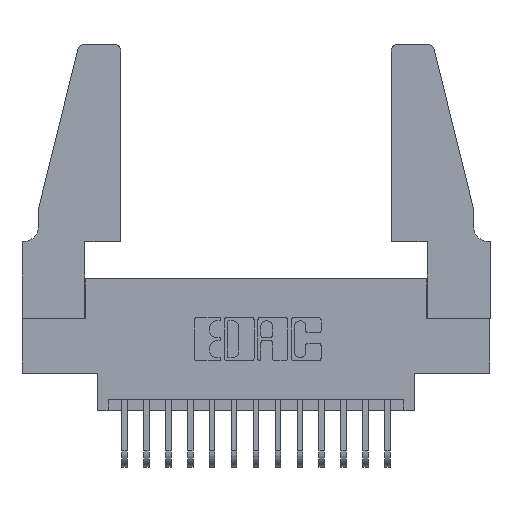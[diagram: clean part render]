
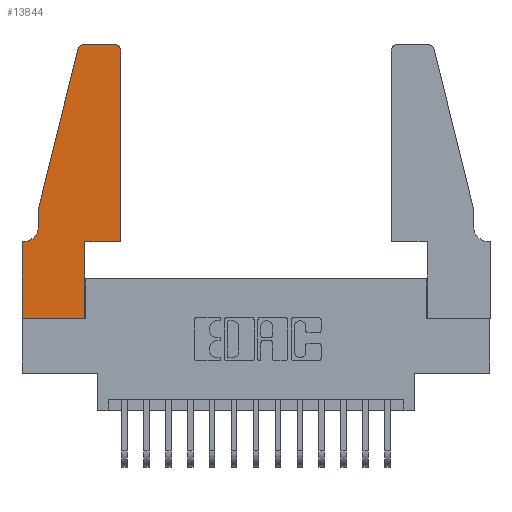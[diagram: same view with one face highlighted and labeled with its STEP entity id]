
A CAD part, top view. The second image highlights one B-rep face of the part: STEP entity #13844.
In plain terms, the highlighted planar face has unit normal (0, 0, 1).
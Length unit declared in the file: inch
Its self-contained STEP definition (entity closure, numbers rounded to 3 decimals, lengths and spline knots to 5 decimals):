
#249 = DIRECTION ( 'NONE',  ( 0., 1., 0. ) ) ;
#428 = EDGE_LOOP ( 'NONE', ( #9210, #16373, #5963, #13636, #10904, #14885, #4427, #4866, #12167, #5752, #13010, #6639 ) ) ;
#633 = DIRECTION ( 'NONE',  ( 1., 0., 0. ) ) ;
#702 = VECTOR ( 'NONE', #249, 39.37008 ) ;
#848 = VERTEX_POINT ( 'NONE', #2919 ) ;
#928 = VERTEX_POINT ( 'NONE', #14342 ) ;
#1605 = CARTESIAN_POINT ( 'NONE',  ( 0.0055, 0.35, 0.37 ) ) ;
#1640 = CIRCLE ( 'NONE', #10052, 0.03 ) ;
#2263 = AXIS2_PLACEMENT_3D ( 'NONE', #6098, #7523, #16947 ) ;
#2328 = CARTESIAN_POINT ( 'NONE',  ( 0.2605, 1.25, 0.37 ) ) ;
#2919 = CARTESIAN_POINT ( 'NONE',  ( 0.284, 1.25, 0.37 ) ) ;
#3023 = CARTESIAN_POINT ( 'NONE',  ( 0.0055, 0.42, 0.37 ) ) ;
#3391 = DIRECTION ( 'NONE',  ( 0., 0., 1. ) ) ;
#3495 = DIRECTION ( 'NONE',  ( 0., 0., 1. ) ) ;
#3802 = LINE ( 'NONE', #2328, #10763 ) ;
#4011 = VERTEX_POINT ( 'NONE', #10001 ) ;
#4327 = LINE ( 'NONE', #6550, #7632 ) ;
#4350 = CARTESIAN_POINT ( 'NONE',  ( 0.0755, 0.35, 0.37 ) ) ;
#4385 = CARTESIAN_POINT ( 'NONE',  ( 0.2865, 0.35, 0.37 ) ) ;
#4427 = ORIENTED_EDGE ( 'NONE', *, *, #6933, .T. ) ;
#4445 = DIRECTION ( 'NONE',  ( -0.239, -0.971, 0. ) ) ;
#4500 = DIRECTION ( 'NONE',  ( -1., 0., 0. ) ) ;
#4588 = EDGE_CURVE ( 'NONE', #7201, #9034, #10183, .T. ) ;
#4850 = EDGE_CURVE ( 'NONE', #848, #13648, #11880, .T. ) ;
#4866 = ORIENTED_EDGE ( 'NONE', *, *, #12000, .T. ) ;
#5145 = CARTESIAN_POINT ( 'NONE',  ( 0., 0.35, 0.37 ) ) ;
#5412 = VERTEX_POINT ( 'NONE', #6114 ) ;
#5617 = CIRCLE ( 'NONE', #13238, 0.07 ) ;
#5752 = ORIENTED_EDGE ( 'NONE', *, *, #15873, .T. ) ;
#5930 = EDGE_CURVE ( 'NONE', #16076, #7201, #5617, .T. ) ;
#5963 = ORIENTED_EDGE ( 'NONE', *, *, #7791, .T. ) ;
#6098 = CARTESIAN_POINT ( 'NONE',  ( 0., 0.35, 0.37 ) ) ;
#6114 = CARTESIAN_POINT ( 'NONE',  ( 0.4205, 1.25, 0.37 ) ) ;
#6550 = CARTESIAN_POINT ( 'NONE',  ( 0.0755, 0.5, 0.37 ) ) ;
#6626 = AXIS2_PLACEMENT_3D ( 'NONE', #11815, #3495, #13160 ) ;
#6639 = ORIENTED_EDGE ( 'NONE', *, *, #12086, .T. ) ;
#6933 = EDGE_CURVE ( 'NONE', #9034, #11548, #16966, .T. ) ;
#7201 = VERTEX_POINT ( 'NONE', #1605 ) ;
#7453 = DIRECTION ( 'NONE',  ( 1., 0., 0. ) ) ;
#7523 = DIRECTION ( 'NONE',  ( 0., 0., 1. ) ) ;
#7632 = VECTOR ( 'NONE', #10691, 39.37008 ) ;
#7791 = EDGE_CURVE ( 'NONE', #13648, #12958, #17781, .T. ) ;
#7841 = FACE_OUTER_BOUND ( 'NONE', #428, .T. ) ;
#7879 = CARTESIAN_POINT ( 'NONE',  ( 0.4505, 0.35, 0.37 ) ) ;
#7892 = VECTOR ( 'NONE', #11730, 39.37008 ) ;
#7993 = EDGE_CURVE ( 'NONE', #4011, #9362, #11503, .T. ) ;
#8006 = CARTESIAN_POINT ( 'NONE',  ( 0.4505, 0.35, 0.37 ) ) ;
#8911 = CARTESIAN_POINT ( 'NONE',  ( 0.4505, 0.35, 0.37 ) ) ;
#9034 = VERTEX_POINT ( 'NONE', #5145 ) ;
#9044 = EDGE_CURVE ( 'NONE', #12958, #16076, #4327, .T. ) ;
#9210 = ORIENTED_EDGE ( 'NONE', *, *, #10374, .T. ) ;
#9362 = VERTEX_POINT ( 'NONE', #4385 ) ;
#9463 = DIRECTION ( 'NONE',  ( -1., 0., 0. ) ) ;
#9950 = CARTESIAN_POINT ( 'NONE',  ( 0.0755, 0.5, 0.37 ) ) ;
#10001 = CARTESIAN_POINT ( 'NONE',  ( 0.2865, 0., 0.37 ) ) ;
#10052 = AXIS2_PLACEMENT_3D ( 'NONE', #11725, #3391, #13061 ) ;
#10183 = LINE ( 'NONE', #4350, #12096 ) ;
#10287 = LINE ( 'NONE', #8911, #702 ) ;
#10374 = EDGE_CURVE ( 'NONE', #5412, #848, #3802, .T. ) ;
#10691 = DIRECTION ( 'NONE',  ( 0., -1., 0. ) ) ;
#10763 = VECTOR ( 'NONE', #9463, 39.37008 ) ;
#10904 = ORIENTED_EDGE ( 'NONE', *, *, #5930, .T. ) ;
#11056 = CARTESIAN_POINT ( 'NONE',  ( 0.0755, 0.5, 0.37 ) ) ;
#11503 = LINE ( 'NONE', #17061, #7892 ) ;
#11548 = VERTEX_POINT ( 'NONE', #14469 ) ;
#11725 = CARTESIAN_POINT ( 'NONE',  ( 0.4205, 1.22, 0.37 ) ) ;
#11730 = DIRECTION ( 'NONE',  ( 0., 1., 0. ) ) ;
#11815 = CARTESIAN_POINT ( 'NONE',  ( 0.284, 1.22, 0.37 ) ) ;
#11880 = CIRCLE ( 'NONE', #6626, 0.03 ) ;
#12000 = EDGE_CURVE ( 'NONE', #11548, #4011, #13654, .T. ) ;
#12086 = EDGE_CURVE ( 'NONE', #928, #5412, #1640, .T. ) ;
#12096 = VECTOR ( 'NONE', #15278, 39.37008 ) ;
#12167 = ORIENTED_EDGE ( 'NONE', *, *, #7993, .T. ) ;
#12272 = CARTESIAN_POINT ( 'NONE',  ( 0., 0., 0.37 ) ) ;
#12720 = DIRECTION ( 'NONE',  ( 0., 0., -1. ) ) ;
#12958 = VERTEX_POINT ( 'NONE', #11056 ) ;
#13010 = ORIENTED_EDGE ( 'NONE', *, *, #17011, .T. ) ;
#13061 = DIRECTION ( 'NONE',  ( 1., 0., 0. ) ) ;
#13160 = DIRECTION ( 'NONE',  ( 1., 0., 0. ) ) ;
#13238 = AXIS2_PLACEMENT_3D ( 'NONE', #3023, #12720, #4500 ) ;
#13396 = VECTOR ( 'NONE', #16342, 39.37008 ) ;
#13636 = ORIENTED_EDGE ( 'NONE', *, *, #9044, .T. ) ;
#13648 = VERTEX_POINT ( 'NONE', #16551 ) ;
#13654 = LINE ( 'NONE', #16887, #16804 ) ;
#13656 = CARTESIAN_POINT ( 'NONE',  ( 0.0755, 0.42, 0.37 ) ) ;
#13844 = ADVANCED_FACE ( 'NONE', ( #7841 ), #15529, .T. ) ;
#14209 = VECTOR ( 'NONE', #4445, 39.37008 ) ;
#14342 = CARTESIAN_POINT ( 'NONE',  ( 0.4505, 1.22, 0.37 ) ) ;
#14469 = CARTESIAN_POINT ( 'NONE',  ( 0., 0., 0.37 ) ) ;
#14885 = ORIENTED_EDGE ( 'NONE', *, *, #4588, .T. ) ;
#15278 = DIRECTION ( 'NONE',  ( -1., 0., 0. ) ) ;
#15529 = PLANE ( 'NONE',  #2263 ) ;
#15873 = EDGE_CURVE ( 'NONE', #9362, #17234, #17709, .T. ) ;
#16076 = VERTEX_POINT ( 'NONE', #13656 ) ;
#16342 = DIRECTION ( 'NONE',  ( 0., -1., 0. ) ) ;
#16373 = ORIENTED_EDGE ( 'NONE', *, *, #4850, .T. ) ;
#16551 = CARTESIAN_POINT ( 'NONE',  ( 0.25487, 1.22718, 0.37 ) ) ;
#16804 = VECTOR ( 'NONE', #7453, 39.37008 ) ;
#16887 = CARTESIAN_POINT ( 'NONE',  ( 0., 0., 0.37 ) ) ;
#16947 = DIRECTION ( 'NONE',  ( 1., 0., 0. ) ) ;
#16966 = LINE ( 'NONE', #12272, #13396 ) ;
#17011 = EDGE_CURVE ( 'NONE', #17234, #928, #10287, .T. ) ;
#17061 = CARTESIAN_POINT ( 'NONE',  ( 0.2865, 0.35, 0.37 ) ) ;
#17234 = VERTEX_POINT ( 'NONE', #8006 ) ;
#17282 = VECTOR ( 'NONE', #633, 39.37008 ) ;
#17709 = LINE ( 'NONE', #7879, #17282 ) ;
#17781 = LINE ( 'NONE', #9950, #14209 ) ;
